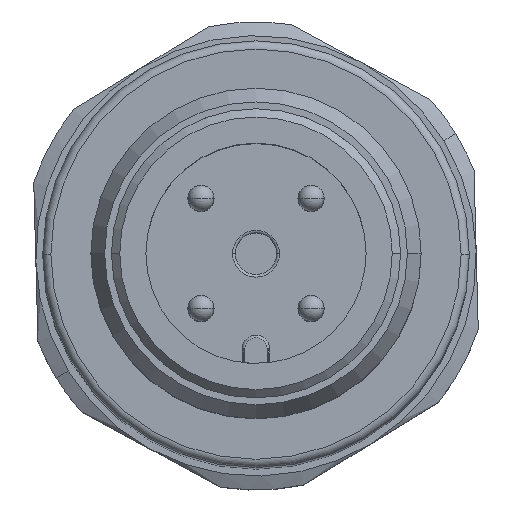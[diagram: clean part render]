
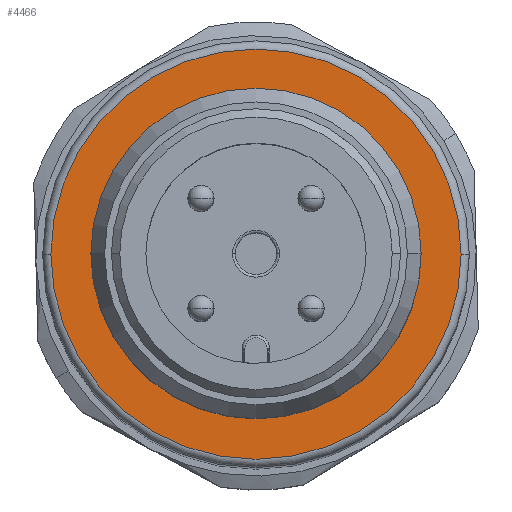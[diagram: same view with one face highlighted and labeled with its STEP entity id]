
A CAD part, top view. The second image highlights one B-rep face of the part: STEP entity #4466.
In plain terms, the highlighted planar face has unit normal (0, 0, 1).
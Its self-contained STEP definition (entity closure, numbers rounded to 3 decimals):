
#1408=VERTEX_POINT('',#11471);
#1410=VERTEX_POINT('',#11474);
#1418=VERTEX_POINT('',#11499);
#1420=VERTEX_POINT('',#11502);
#1661=CIRCLE('',#12110,5.5);
#1668=CIRCLE('',#12121,7.45);
#1695=CIRCLE('',#12166,7.45);
#1696=CIRCLE('',#12168,5.5);
#2285=EDGE_CURVE('',#1408,#1410,#1661,.T.);
#2299=EDGE_CURVE('',#1418,#1420,#1668,.T.);
#2336=EDGE_CURVE('',#1420,#1418,#1695,.T.);
#2337=EDGE_CURVE('',#1410,#1408,#1696,.T.);
#3607=ORIENTED_EDGE('',*,*,#2336,.F.);
#3608=ORIENTED_EDGE('',*,*,#2299,.F.);
#3609=ORIENTED_EDGE('',*,*,#2337,.F.);
#3610=ORIENTED_EDGE('',*,*,#2285,.F.);
#3915=EDGE_LOOP('',(#3607,#3608));
#3916=EDGE_LOOP('',(#3609,#3610));
#4204=FACE_BOUND('',#3915,.T.);
#4205=FACE_BOUND('',#3916,.T.);
#4466=ADVANCED_FACE('',(#4204,#4205),#4550,.F.);
#4550=PLANE('',#12167);
#5608=DIRECTION('',(0.,0.,1.));
#5609=DIRECTION('',(-5.5,0.,0.));
#5636=DIRECTION('',(0.,0.,-1.));
#5637=DIRECTION('',(-7.45,0.,0.));
#5728=DIRECTION('',(0.,0.,-1.));
#5729=DIRECTION('',(-7.45,0.,0.));
#5730=DIRECTION('',(0.,0.,-1.));
#5731=DIRECTION('',(0.,0.,1.));
#5732=DIRECTION('',(-5.5,0.,0.));
#11471=CARTESIAN_POINT('',(-5.5,0.,39.1));
#11473=CARTESIAN_POINT('',(0.,0.,39.1));
#11474=CARTESIAN_POINT('',(5.5,0.,39.1));
#11499=CARTESIAN_POINT('',(-7.45,0.,39.1));
#11501=CARTESIAN_POINT('',(0.,0.,39.1));
#11502=CARTESIAN_POINT('',(7.45,0.,39.1));
#11664=CARTESIAN_POINT('',(0.,0.,39.1));
#11665=CARTESIAN_POINT('',(0.,0.,39.1));
#11666=CARTESIAN_POINT('',(0.,0.,39.1));
#12110=AXIS2_PLACEMENT_3D('',#11473,#5608,#5609);
#12121=AXIS2_PLACEMENT_3D('',#11501,#5636,#5637);
#12166=AXIS2_PLACEMENT_3D('',#11664,#5728,#5729);
#12167=AXIS2_PLACEMENT_3D('',#11665,#5730,$);
#12168=AXIS2_PLACEMENT_3D('',#11666,#5731,#5732);
